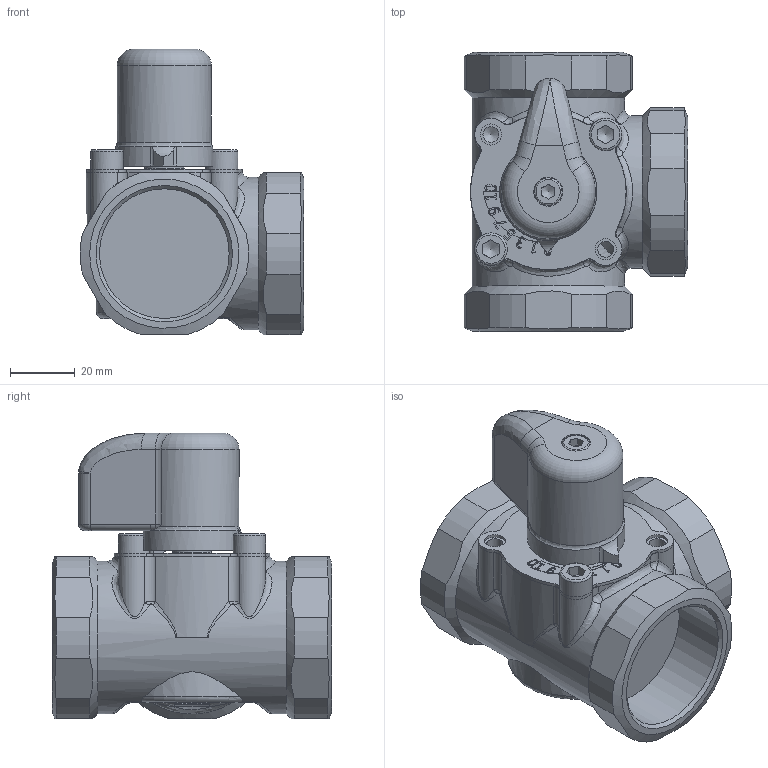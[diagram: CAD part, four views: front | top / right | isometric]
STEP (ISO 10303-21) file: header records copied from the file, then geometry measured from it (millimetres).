
FILE_DESCRIPTION(/* description */ (''),/* implementation_level */ '2;1');
FILE_NAME(/* name */ 'MIXM3-32.stp',/* time_stamp */ '2015-09-15T20:50:50+02:00',/* author */ ('ARTUR'),/* organization */ (''),/* preprocessor_version */ 'ST-DEVELOPER v15.6',/* originating_system */ 'Autodesk Inventor 2015',/* authorisation */ '');
FILE_SCHEMA (('CONFIG_CONTROL_DESIGN'));
Length unit declared in the file: centimetre
Products named in the file (1): MIXM3-32
Bounding box: 68.91 x 86 x 88 mm (x, y, z)
Volume: 164167.5 mm3; surface area: 41575.7 mm2
Topology: 1 solids, 1 shells, 495 faces, 1281 edges, 805 vertices
Faces by surface type: plane 150, bspline 143, cylinder 121, cone 42, torus 36, sphere 3
Full cylindrical faces by diameter (mm): 4.917 x2, 6.5 x2, 8.5 x1, 9 x1, 10 x2, 12 x1, 40 x3, 47 x2
Entity records: 18546 total; most frequent: CARTESIAN_POINT 7163, ORIENTED_EDGE 2440, DIRECTION 1923, EDGE_CURVE 1220, VERTEX_POINT 786, AXIS2_PLACEMENT_3D 729, EDGE_LOOP 556, FACE_OUTER_BOUND 495
